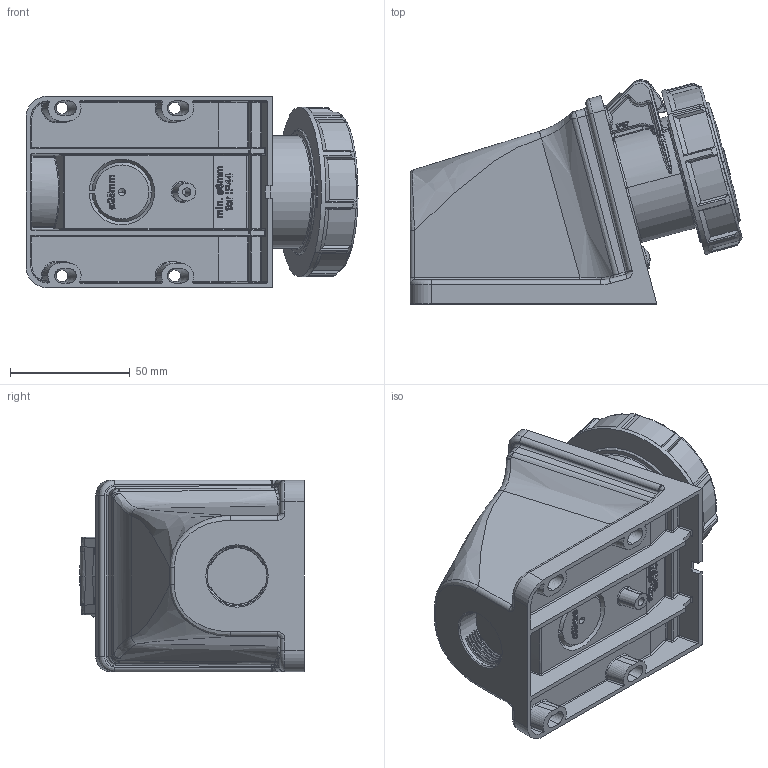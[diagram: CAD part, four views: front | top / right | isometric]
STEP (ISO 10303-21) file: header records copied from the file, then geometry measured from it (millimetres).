
FILE_DESCRIPTION (( 'STEP AP203' ), '1' );
FILE_NAME ('ELVwallsocketIP67.STEP', '2019-04-02T08:12:12', ( '' ), ( '' ), 'SwSTEP 2.0', 'SolidWorks 2017', '' );
FILE_SCHEMA (( 'CONFIG_CONTROL_DESIGN' ));
Products named in the file (1): ELVwallsocketIP67
Bounding box: 138.59 x 93.56 x 80 mm (x, y, z)
Volume: 460531.4 mm3; surface area: 60987.2 mm2
Topology: 1 solids, 1 shells, 1476 faces, 3893 edges, 2447 vertices
Faces by surface type: plane 582, bspline 450, cylinder 225, cone 84, torus 74, sphere 61
Entity records: 98589 total; most frequent: CARTESIAN_POINT 67000, ORIENTED_EDGE 7696, DIRECTION 4960, EDGE_CURVE 3848, VERTEX_POINT 2435, AXIS2_PLACEMENT_3D 1742, EDGE_LOOP 1547, VECTOR 1476
